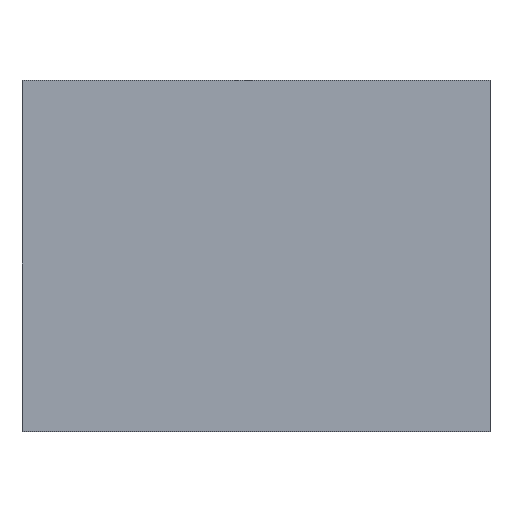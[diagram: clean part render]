
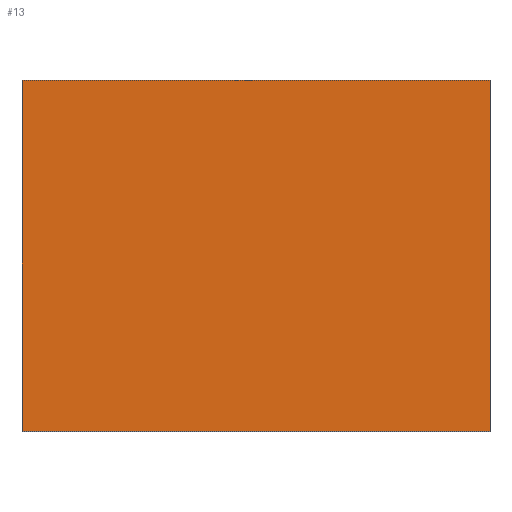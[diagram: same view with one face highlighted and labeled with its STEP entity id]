
A CAD part, top view. The second image highlights one B-rep face of the part: STEP entity #13.
In plain terms, the highlighted planar face has unit normal (0, 0, 1).
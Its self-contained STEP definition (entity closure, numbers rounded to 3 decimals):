
#1 = VERTEX_POINT ( 'NONE', #404 ) ;
#13 = ADVANCED_FACE ( 'NONE', ( #213 ), #346, .T. ) ;
#18 = VERTEX_POINT ( 'NONE', #250 ) ;
#44 = EDGE_CURVE ( 'NONE', #300, #1, #159, .T. ) ;
#59 = CARTESIAN_POINT ( 'NONE',  ( 20., 0., -398.75 ) ) ;
#66 = DIRECTION ( 'NONE',  ( 0., 0., 1. ) ) ;
#82 = ORIENTED_EDGE ( 'NONE', *, *, #142, .T. ) ;
#83 = CARTESIAN_POINT ( 'NONE',  ( 20., 30., -398.75 ) ) ;
#86 = CARTESIAN_POINT ( 'NONE',  ( 0., 0., -398.75 ) ) ;
#104 = ORIENTED_EDGE ( 'NONE', *, *, #44, .T. ) ;
#133 = CARTESIAN_POINT ( 'NONE',  ( 20., 30., -398.75 ) ) ;
#134 = VECTOR ( 'NONE', #195, 1000. ) ;
#142 = EDGE_CURVE ( 'NONE', #270, #300, #295, .T. ) ;
#159 = LINE ( 'NONE', #377, #296 ) ;
#189 = DIRECTION ( 'NONE',  ( 1., 0., 0. ) ) ;
#194 = ORIENTED_EDGE ( 'NONE', *, *, #307, .T. ) ;
#195 = DIRECTION ( 'NONE',  ( 0., 1., 0. ) ) ;
#205 = ORIENTED_EDGE ( 'NONE', *, *, #316, .T. ) ;
#208 = LINE ( 'NONE', #59, #134 ) ;
#213 = FACE_OUTER_BOUND ( 'NONE', #337, .T. ) ;
#214 = CARTESIAN_POINT ( 'NONE',  ( -20., 30., -398.75 ) ) ;
#239 = CARTESIAN_POINT ( 'NONE',  ( -20., 0., -398.75 ) ) ;
#250 = CARTESIAN_POINT ( 'NONE',  ( 20., 0., -398.75 ) ) ;
#270 = VERTEX_POINT ( 'NONE', #83 ) ;
#272 = AXIS2_PLACEMENT_3D ( 'NONE', #86, #66, #189 ) ;
#275 = DIRECTION ( 'NONE',  ( 1., 0., 0. ) ) ;
#295 = LINE ( 'NONE', #133, #382 ) ;
#296 = VECTOR ( 'NONE', #323, 1000. ) ;
#300 = VERTEX_POINT ( 'NONE', #214 ) ;
#304 = LINE ( 'NONE', #239, #309 ) ;
#307 = EDGE_CURVE ( 'NONE', #1, #18, #304, .T. ) ;
#309 = VECTOR ( 'NONE', #275, 1000. ) ;
#316 = EDGE_CURVE ( 'NONE', #18, #270, #208, .T. ) ;
#323 = DIRECTION ( 'NONE',  ( 0., -1., 0. ) ) ;
#327 = DIRECTION ( 'NONE',  ( -1., 0., 0. ) ) ;
#337 = EDGE_LOOP ( 'NONE', ( #82, #104, #194, #205 ) ) ;
#346 = PLANE ( 'NONE',  #272 ) ;
#377 = CARTESIAN_POINT ( 'NONE',  ( -20., 30., -398.75 ) ) ;
#382 = VECTOR ( 'NONE', #327, 1000. ) ;
#404 = CARTESIAN_POINT ( 'NONE',  ( -20., 0., -398.75 ) ) ;
